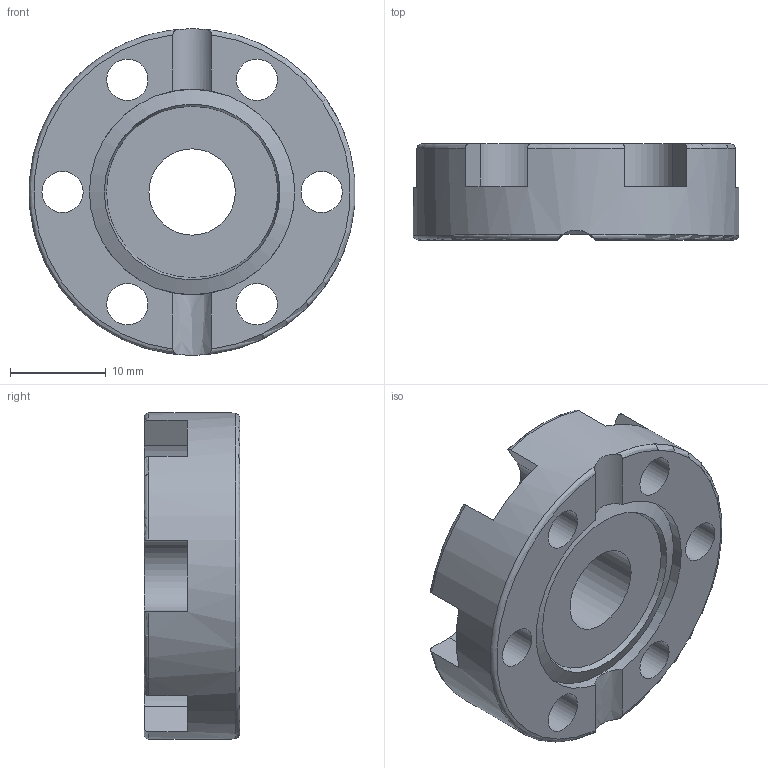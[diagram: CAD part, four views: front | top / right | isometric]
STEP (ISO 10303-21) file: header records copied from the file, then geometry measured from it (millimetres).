
FILE_DESCRIPTION((''),'2;1');
FILE_NAME('ZL1610-304.stp','2009-03-13T14:52:13',('hasers'),(''),'Autodesk Inventor 2008','Autodesk Inventor 2008','');
FILE_SCHEMA(('AUTOMOTIVE_DESIGN { 1 0 10303 214 1 1 1 1 }'));
Length unit declared in the file: millimetre
Products named in the file (1): ZL1610-304
Bounding box: 33.93 x 10 x 34 mm (x, y, z)
Volume: 6033 mm3; surface area: 3999.7 mm2
Topology: 1 solids, 1 shells, 65 faces, 187 edges, 125 vertices
Faces by surface type: plane 23, bspline 19, cylinder 11, torus 8, cone 4
Full cylindrical faces by diameter (mm): 9 x1, 13.5 x1, 21.4 x1, 34 x1
Entity records: 2397 total; most frequent: CARTESIAN_POINT 923, DIRECTION 284, ORIENTED_EDGE 282, EDGE_CURVE 141, AXIS2_PLACEMENT_3D 116, EDGE_LOOP 106, VERTEX_POINT 105, CIRCLE 69
